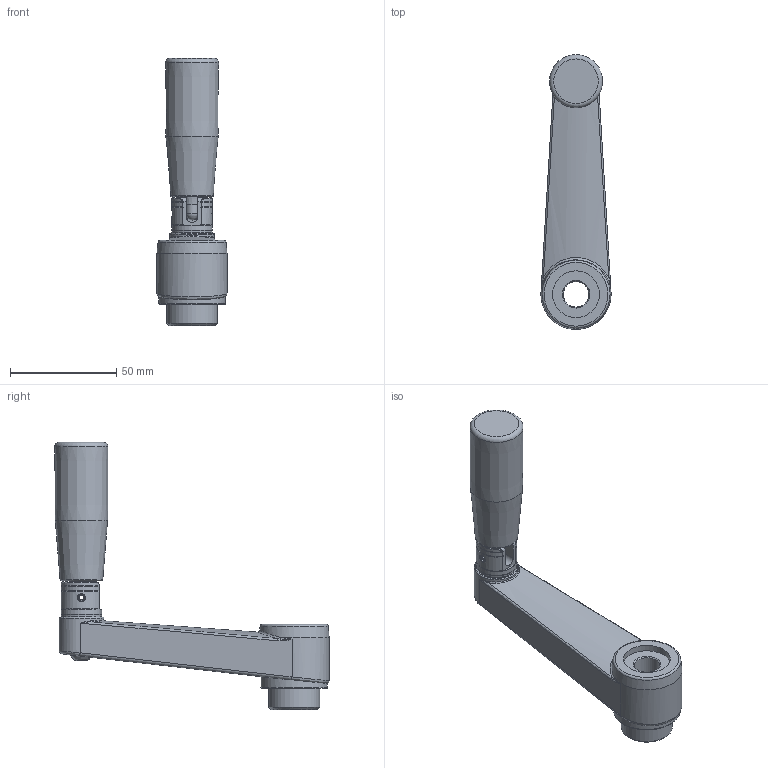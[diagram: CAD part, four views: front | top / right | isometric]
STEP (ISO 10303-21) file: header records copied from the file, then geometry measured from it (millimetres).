
FILE_DESCRIPTION( ( 'Unknown' ), '1' );
FILE_NAME( '6335340_MV100_PMR.stp', 'Unknown', ( 'Unknown' ), ( 'Unknown' ), 'PSStep 11.0', 'Unknown', ' ' );
FILE_SCHEMA( ( 'AUTOMOTIVE_DESIGN { 1 0 10303 214 1 1 1 1 }' ) );
Length unit declared in the file: millimetre
Products named in the file (3): 1833029
Bounding box: 32.99 x 128.95 x 125.6 mm (x, y, z)
Volume: 83452.9 mm3; surface area: 32406 mm2
Topology: 3 solids, 5 shells, 209 faces, 541 edges, 345 vertices
Faces by surface type: plane 110, cylinder 47, bspline 20, cone 17, torus 14, sphere 1
Full cylindrical faces by diameter (mm): 3.25 x2, 3.5 x1, 6 x2, 6.1 x1, 6.4 x2, 6.5 x2, 8.2 x1, 8.31 x1, 8.77 x1, 9 x1, 9.339 x1, 10 x1, 10.7 x1, 10.716 x1, 12 x1, 12.682 x1, 19 x2, 21 x1, 22 x1, 24 x1, 31.33 x1
Entity records: 11076 total; most frequent: CARTESIAN_POINT 4731, DIRECTION 916, ORIENTED_EDGE 916, EDGE_CURVE 458, AXIS2_PLACEMENT_3D 338, VERTEX_POINT 319, EDGE_LOOP 287, FACE_OUTER_BOUND 250
